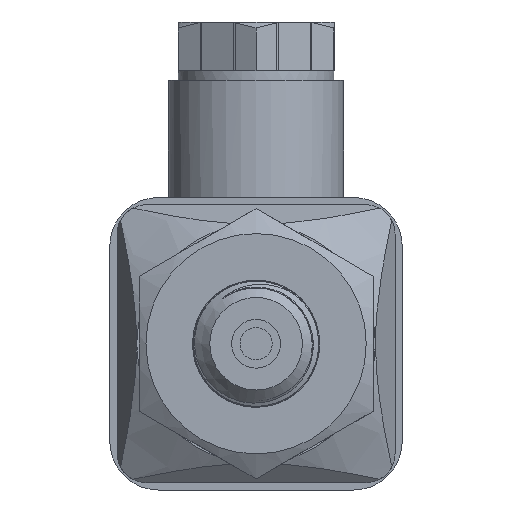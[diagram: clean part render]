
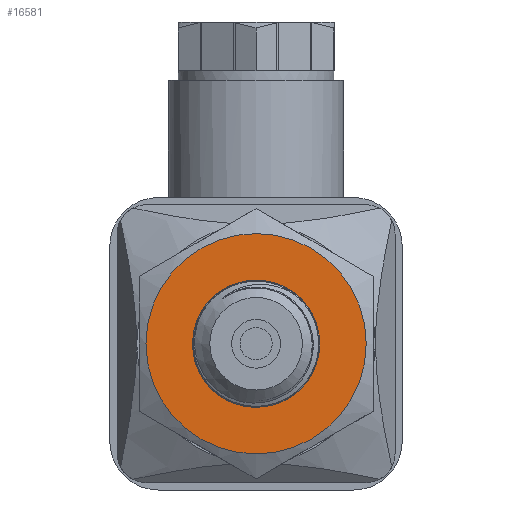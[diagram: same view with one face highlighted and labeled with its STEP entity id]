
A CAD part, left-side view. The second image highlights one B-rep face of the part: STEP entity #16581.
In plain terms, the highlighted planar face has unit normal (-1, 0, 0).
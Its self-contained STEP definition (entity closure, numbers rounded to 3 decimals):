
#186=FACE_BOUND('',#2291,.T.);
#322=PLANE('',#17538);
#1308=FACE_OUTER_BOUND('',#2290,.T.);
#2290=EDGE_LOOP('',(#12674));
#2291=EDGE_LOOP('',(#12675));
#3147=CIRCLE('',#17517,11.3);
#3152=CIRCLE('',#17534,6.5);
#7528=VERTEX_POINT('',#29151);
#7546=VERTEX_POINT('',#33659);
#9386=EDGE_CURVE('',#7528,#7528,#3147,.T.);
#9420=EDGE_CURVE('',#7546,#7546,#3152,.T.);
#12674=ORIENTED_EDGE('',*,*,#9386,.T.);
#12675=ORIENTED_EDGE('',*,*,#9420,.T.);
#16581=ADVANCED_FACE('',(#1308,#186),#322,.T.);
#17517=AXIS2_PLACEMENT_3D('',#29153,#19116,#19117);
#17534=AXIS2_PLACEMENT_3D('',#33660,#19159,#19160);
#17538=AXIS2_PLACEMENT_3D('',#33666,#19167,#19168);
#19116=DIRECTION('center_axis',(-1.,0.,0.));
#19117=DIRECTION('ref_axis',(0.,1.,0.));
#19159=DIRECTION('center_axis',(1.,0.,0.));
#19160=DIRECTION('ref_axis',(0.,0.,-1.));
#19167=DIRECTION('center_axis',(-1.,0.,0.));
#19168=DIRECTION('ref_axis',(0.,0.,1.));
#29151=CARTESIAN_POINT('',(15.,-11.3,0.));
#29153=CARTESIAN_POINT('Origin',(15.,0.,0.));
#33659=CARTESIAN_POINT('',(15.,0.,6.5));
#33660=CARTESIAN_POINT('Origin',(15.,0.,0.));
#33666=CARTESIAN_POINT('Origin',(15.,12.,0.));
